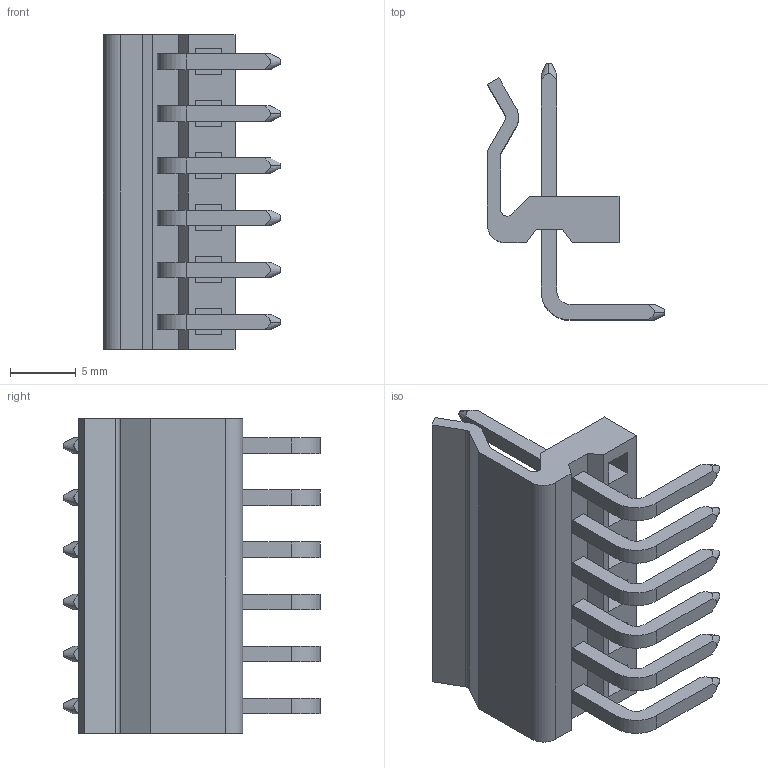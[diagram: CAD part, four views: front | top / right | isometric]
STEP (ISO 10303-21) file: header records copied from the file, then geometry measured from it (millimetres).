
FILE_DESCRIPTION (( 'STEP AP214' ), '1' );
FILE_NAME ('ﾑﾍﾏ348-6ﾂﾏ32(-ﾂ).STEP', '2019-06-14T05:52:05', ( '' ), ( '' ), 'SwSTEP 2.0', 'SolidWorks 2015', '' );
FILE_SCHEMA (( 'AUTOMOTIVE_DESIGN' ));
Length unit declared in the file: millimetre
Products named in the file (2): ﾑﾍﾏ348-6ﾂﾏ32(-ﾂ)
Bounding box: 13.46 x 19.5 x 23.9 mm (x, y, z)
Volume: 1080.9 mm3; surface area: 2022.8 mm2
Topology: 1 solids, 1 shells, 161 faces, 423 edges, 282 vertices
Faces by surface type: plane 119, cone 26, cylinder 16
Entity records: 7237 total; most frequent: CARTESIAN_POINT 1518, ORIENTED_EDGE 846, DIRECTION 733, EDGE_CURVE 423, VECTOR 291, LINE 291, VERTEX_POINT 282, AXIS2_PLACEMENT_3D 221
